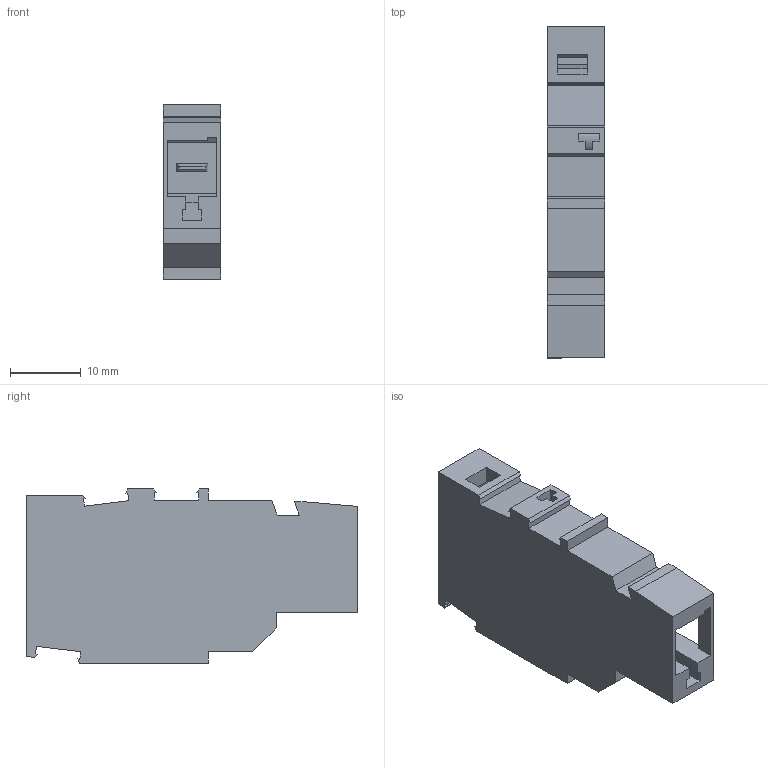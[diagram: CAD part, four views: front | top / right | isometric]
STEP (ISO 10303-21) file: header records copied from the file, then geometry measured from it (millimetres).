
FILE_DESCRIPTION(('Creo Elements/Direct Modeling STEP Export'),'2;1');
FILE_NAME('model.stp','2021-03-17T 7:38:25',(''),(''),'Creo Elements/Direct Modeling STEP processor for AP214 (Solid Model)','Creo Elements/Direct Modeling 20.1D 10-Oct-2020 (C) Parametric Technology GmbH','');
FILE_SCHEMA(('AUTOMOTIVE_DESIGN { 1 0 10303 214 1 1 1 1 }'));
Length unit declared in the file: millimetre
Products named in the file (2): PPC_6_1-L-select
Assembly tree (1 placements, depth 2):
  PPC_6_1-L-select
    PPC_6_1-L-select
Bounding box: 8.15 x 47 x 24.7 mm (x, y, z)
Volume: 5686.7 mm3; surface area: 4512.6 mm2
Topology: 1 solids, 1 shells, 149 faces, 429 edges, 287 vertices
Faces by surface type: plane 136, cylinder 13
Entity records: 6204 total; most frequent: CARTESIAN_POINT 1040, ORIENTED_EDGE 858, DIRECTION 754, EDGE_CURVE 429, VECTOR 384, LINE 384, VERTEX_POINT 287, AXIS2_PLACEMENT_3D 185
